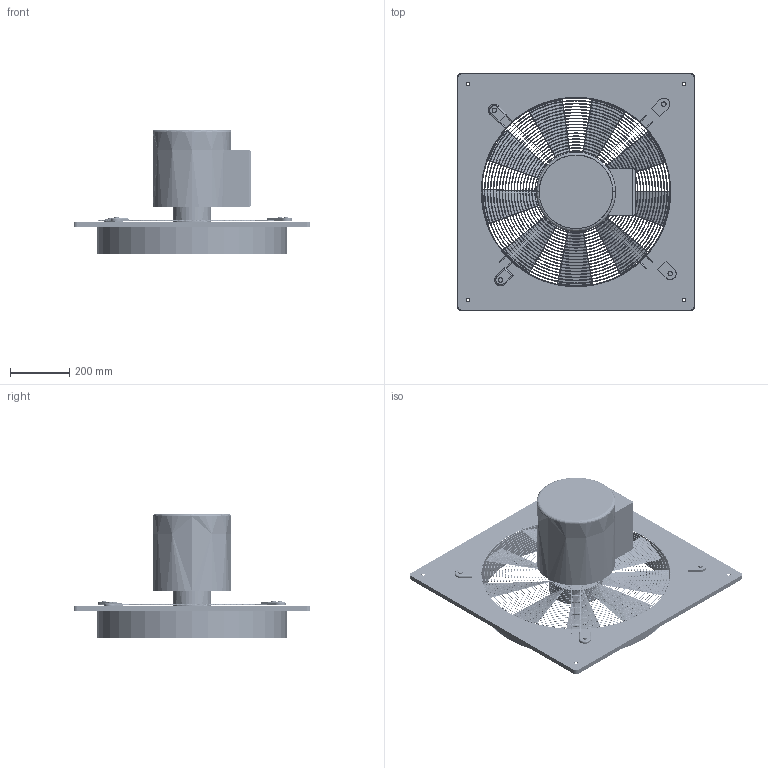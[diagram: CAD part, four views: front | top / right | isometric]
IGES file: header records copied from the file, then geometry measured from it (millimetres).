
Start section: SolidWorks IGES file using analytic representation for surfaces
Global section: file name: QCM-ATX_630.IGS; native system: SolidWorks 2022; preprocessor: SolidWorks 2022; author: ferlenga; date: 221221.112149; units: millimetre
Bounding box: 800 x 800 x 420 mm (x, y, z)
Surface area: 2123436.8 mm2 (no closed solid volume)
Topology: 0 solids, 0 shells, 644 faces, 26096 edges, 26018 vertices
Faces by surface type: bspline 580, revolution 64
